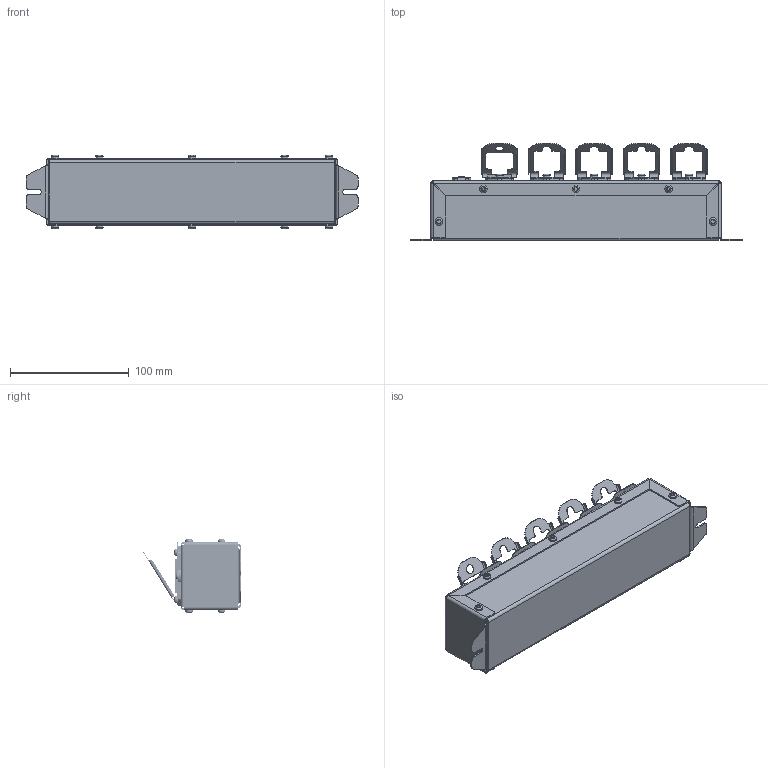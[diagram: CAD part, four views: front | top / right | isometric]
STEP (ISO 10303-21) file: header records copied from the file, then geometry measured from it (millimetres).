
FILE_DESCRIPTION((''),'2;1');
FILE_NAME('852J2D11_R2_4-POS_APS_W-CL_ASM','2017-11-06T',('Tim Linahon'),(''),'PRO/ENGINEER BY PARAMETRIC TECHNOLOGY CORPORATION, 2011330','PRO/ENGINEER BY PARAMETRIC TECHNOLOGY CORPORATION, 2011330','');
FILE_SCHEMA(('CONFIG_CONTROL_DESIGN'));
Products named in the file (22): 55001092_TOP-FAB; 55001092_GRDTAB; 55001092_ASM; 83030100_C14SURF_INET; 83030100_C14GRNDPIN_INET; 83030100_C14L_NPIN_INET; 83030100_ASM; 85910500; 55010504; 55020610_R5_SHEET-F_SOLD-546440; 55020610_R5_SHEET-F_SOLD-546870_ASM; PART-NUMBER-INSERT_83030610; 68024030_R6_SHEET-F_SCREW-MNT_F; 68024040_R2_SHEET-F_SCREW-MNT_F_ASM; 83030610_R2_SHEET-F_SCREW-MNT_ASM; 85910510_D; 55001091_BOTTFAB; 55001091_GRDTAB; 55001091_ASM; 51610070; 55010500; 852J2D11_R2_4-POS_APS_W-CL_ASM
Assembly tree (51 placements, depth 4):
  852J2D11_R2_4-POS_APS_W-CL_ASM
    55001092_ASM
      55001092_TOP-FAB
      55001092_GRDTAB  x3
    83030100_ASM
      83030100_C14SURF_INET
      83030100_C14GRNDPIN_INET
      83030100_C14L_NPIN_INET  x2
    85910500
    55010504  x10
    83030610_R2_SHEET-F_SCREW-MNT_ASM  x4
      55020610_R5_SHEET-F_SOLD-546870_ASM
        55020610_R5_SHEET-F_SOLD-546440  x3
      68024040_R2_SHEET-F_SCREW-MNT_F_ASM
        PART-NUMBER-INSERT_83030610
        68024030_R6_SHEET-F_SCREW-MNT_F
    85910510_D  x4
    55001091_ASM
      55001091_BOTTFAB
      55001091_GRDTAB  x2
    51610070
    55010500  x10
Bounding box: 280 x 82.57 x 61.72 mm (x, y, z)
Volume: 131233.8 mm3; surface area: 195960.6 mm2
Topology: 57 solids, 57 shells, 9055 faces, 25320 edges, 16721 vertices
Faces by surface type: plane 6916, cylinder 1663, torus 184, extrusion 116, bspline 104, cone 68, sphere 4
Entity records: 87424 total; most frequent: CARTESIAN_POINT 18914, ORIENTED_EDGE 14560, DIRECTION 13518, EDGE_CURVE 7280, VECTOR 5608, LINE 5579, VERTEX_POINT 4763, AXIS2_PLACEMENT_3D 3955
